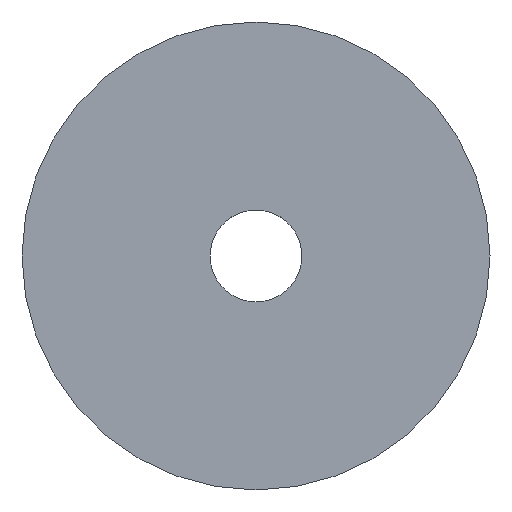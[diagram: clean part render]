
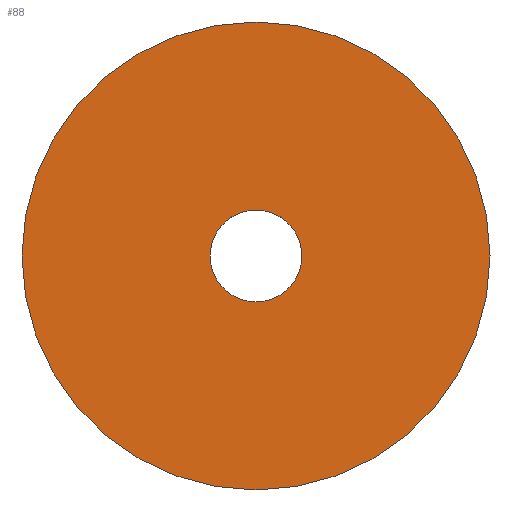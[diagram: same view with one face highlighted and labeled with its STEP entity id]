
A CAD part, top view. The second image highlights one B-rep face of the part: STEP entity #88.
In plain terms, the highlighted planar face has unit normal (0, 0, 1).
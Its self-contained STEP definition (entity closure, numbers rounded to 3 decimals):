
#17=FACE_BOUND('',#34,.T.);
#20=PLANE('',#114);
#26=FACE_OUTER_BOUND('',#33,.T.);
#33=EDGE_LOOP('',(#78));
#34=EDGE_LOOP('',(#79));
#44=CIRCLE('',#106,1.55);
#47=CIRCLE('',#112,7.887);
#50=VERTEX_POINT('',#149);
#53=VERTEX_POINT('',#160);
#57=EDGE_CURVE('',#50,#50,#44,.T.);
#61=EDGE_CURVE('',#53,#53,#47,.T.);
#78=ORIENTED_EDGE('',*,*,#61,.F.);
#79=ORIENTED_EDGE('',*,*,#57,.T.);
#88=ADVANCED_FACE('',(#26,#17),#20,.T.);
#106=AXIS2_PLACEMENT_3D('',#151,#123,#124);
#112=AXIS2_PLACEMENT_3D('',#161,#136,#137);
#114=AXIS2_PLACEMENT_3D('',#165,#141,#142);
#123=DIRECTION('center_axis',(0.,0.,-1.));
#124=DIRECTION('ref_axis',(1.,0.,0.));
#136=DIRECTION('center_axis',(0.,0.,-1.));
#137=DIRECTION('ref_axis',(1.,0.,0.));
#141=DIRECTION('center_axis',(0.,0.,1.));
#142=DIRECTION('ref_axis',(1.,0.,0.));
#149=CARTESIAN_POINT('',(-1.55,0.,5.));
#151=CARTESIAN_POINT('Origin',(0.,0.,5.));
#160=CARTESIAN_POINT('',(-7.887,0.,5.));
#161=CARTESIAN_POINT('Origin',(0.,0.,5.));
#165=CARTESIAN_POINT('Origin',(0.,0.,5.));
